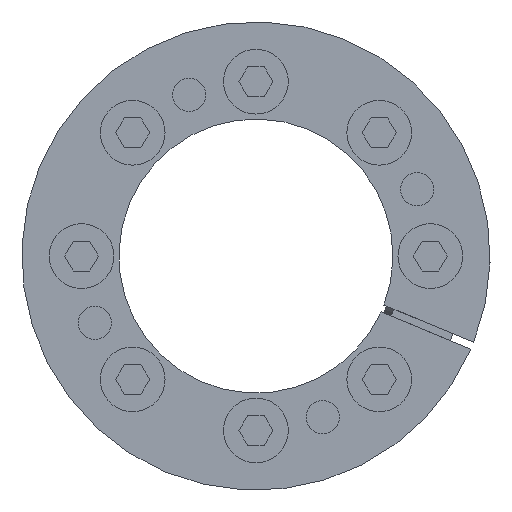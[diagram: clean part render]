
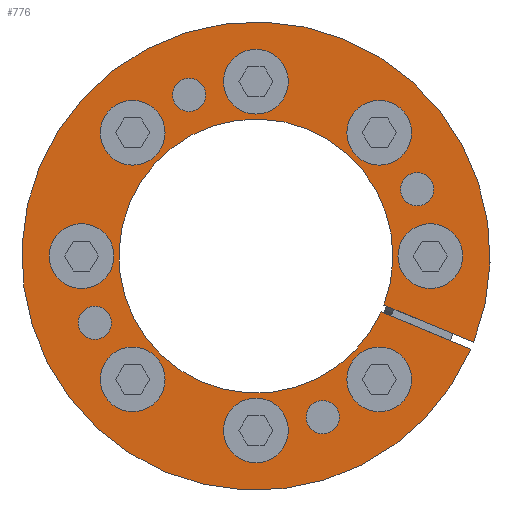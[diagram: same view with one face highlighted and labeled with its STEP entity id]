
A CAD part, left-side view. The second image highlights one B-rep face of the part: STEP entity #776.
In plain terms, the highlighted face is planar.
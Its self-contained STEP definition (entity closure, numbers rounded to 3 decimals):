
#166=CARTESIAN_POINT('',(0.,-13.394,32.336));
#167=DIRECTION('',(-1.,0.,0.));
#168=DIRECTION('',(0.,-1.,0.));
#169=AXIS2_PLACEMENT_3D('',#166,#167,#168);
#171=CARTESIAN_POINT('',(0.,-13.394,32.336));
#172=DIRECTION('',(-1.,0.,0.));
#173=DIRECTION('',(0.,1.,0.));
#174=AXIS2_PLACEMENT_3D('',#171,#172,#173);
#176=CARTESIAN_POINT('',(0.,32.336,13.394));
#177=DIRECTION('',(-1.,0.,0.));
#178=DIRECTION('',(0.,-1.,0.));
#179=AXIS2_PLACEMENT_3D('',#176,#177,#178);
#181=CARTESIAN_POINT('',(0.,32.336,13.394));
#182=DIRECTION('',(-1.,0.,0.));
#183=DIRECTION('',(0.,1.,0.));
#184=AXIS2_PLACEMENT_3D('',#181,#182,#183);
#186=CARTESIAN_POINT('',(0.,13.394,-32.336));
#187=DIRECTION('',(-1.,0.,0.));
#188=DIRECTION('',(0.,-1.,0.));
#189=AXIS2_PLACEMENT_3D('',#186,#187,#188);
#191=CARTESIAN_POINT('',(0.,13.394,-32.336));
#192=DIRECTION('',(-1.,0.,0.));
#193=DIRECTION('',(0.,1.,0.));
#194=AXIS2_PLACEMENT_3D('',#191,#192,#193);
#196=CARTESIAN_POINT('',(0.,-24.749,-24.749));
#197=DIRECTION('',(-1.,0.,0.));
#198=DIRECTION('',(0.,-1.,0.));
#199=AXIS2_PLACEMENT_3D('',#196,#197,#198);
#201=CARTESIAN_POINT('',(0.,-24.749,-24.749));
#202=DIRECTION('',(-1.,0.,0.));
#203=DIRECTION('',(0.,1.,0.));
#204=AXIS2_PLACEMENT_3D('',#201,#202,#203);
#206=CARTESIAN_POINT('',(0.,0.,-35.));
#207=DIRECTION('',(-1.,0.,0.));
#208=DIRECTION('',(0.,-1.,0.));
#209=AXIS2_PLACEMENT_3D('',#206,#207,#208);
#211=CARTESIAN_POINT('',(0.,0.,-35.));
#212=DIRECTION('',(-1.,0.,0.));
#213=DIRECTION('',(0.,1.,0.));
#214=AXIS2_PLACEMENT_3D('',#211,#212,#213);
#216=CARTESIAN_POINT('',(0.,24.749,-24.749));
#217=DIRECTION('',(-1.,0.,0.));
#218=DIRECTION('',(0.,-1.,0.));
#219=AXIS2_PLACEMENT_3D('',#216,#217,#218);
#221=CARTESIAN_POINT('',(0.,24.749,-24.749));
#222=DIRECTION('',(-1.,0.,0.));
#223=DIRECTION('',(0.,1.,0.));
#224=AXIS2_PLACEMENT_3D('',#221,#222,#223);
#226=CARTESIAN_POINT('',(0.,35.,0.));
#227=DIRECTION('',(-1.,0.,0.));
#228=DIRECTION('',(0.,-1.,0.));
#229=AXIS2_PLACEMENT_3D('',#226,#227,#228);
#231=CARTESIAN_POINT('',(0.,35.,0.));
#232=DIRECTION('',(-1.,0.,0.));
#233=DIRECTION('',(0.,1.,0.));
#234=AXIS2_PLACEMENT_3D('',#231,#232,#233);
#236=CARTESIAN_POINT('',(0.,24.749,24.749));
#237=DIRECTION('',(-1.,0.,0.));
#238=DIRECTION('',(0.,-1.,0.));
#239=AXIS2_PLACEMENT_3D('',#236,#237,#238);
#241=CARTESIAN_POINT('',(0.,24.749,24.749));
#242=DIRECTION('',(-1.,0.,0.));
#243=DIRECTION('',(0.,1.,0.));
#244=AXIS2_PLACEMENT_3D('',#241,#242,#243);
#246=CARTESIAN_POINT('',(0.,0.,35.));
#247=DIRECTION('',(-1.,0.,0.));
#248=DIRECTION('',(0.,-1.,0.));
#249=AXIS2_PLACEMENT_3D('',#246,#247,#248);
#251=CARTESIAN_POINT('',(0.,0.,35.));
#252=DIRECTION('',(-1.,0.,0.));
#253=DIRECTION('',(0.,1.,0.));
#254=AXIS2_PLACEMENT_3D('',#251,#252,#253);
#256=CARTESIAN_POINT('',(0.,-24.749,24.749));
#257=DIRECTION('',(-1.,0.,0.));
#258=DIRECTION('',(0.,-1.,0.));
#259=AXIS2_PLACEMENT_3D('',#256,#257,#258);
#261=CARTESIAN_POINT('',(0.,-24.749,24.749));
#262=DIRECTION('',(-1.,0.,0.));
#263=DIRECTION('',(0.,1.,0.));
#264=AXIS2_PLACEMENT_3D('',#261,#262,#263);
#266=CARTESIAN_POINT('',(0.,-35.,0.));
#267=DIRECTION('',(-1.,0.,0.));
#268=DIRECTION('',(0.,-1.,0.));
#269=AXIS2_PLACEMENT_3D('',#266,#267,#268);
#271=CARTESIAN_POINT('',(0.,-35.,0.));
#272=DIRECTION('',(-1.,0.,0.));
#273=DIRECTION('',(0.,1.,0.));
#274=AXIS2_PLACEMENT_3D('',#271,#272,#273);
#276=CARTESIAN_POINT('',(0.,-32.336,-13.394));
#277=DIRECTION('',(-1.,0.,0.));
#278=DIRECTION('',(0.,-1.,0.));
#279=AXIS2_PLACEMENT_3D('',#276,#277,#278);
#281=CARTESIAN_POINT('',(0.,-32.336,-13.394));
#282=DIRECTION('',(-1.,0.,0.));
#283=DIRECTION('',(0.,1.,0.));
#284=AXIS2_PLACEMENT_3D('',#281,#282,#283);
#286=DIRECTION('',(0.,-0.924,0.383));
#287=VECTOR('',#286,19.504);
#288=CARTESIAN_POINT('',(0.,43.704,-17.291));
#289=LINE('',#288,#287);
#290=DIRECTION('',(0.,0.924,-0.383));
#291=VECTOR('',#290,19.504);
#292=CARTESIAN_POINT('',(0.,25.11,-11.213));
#293=LINE('',#292,#291);
#420=CARTESIAN_POINT('',(0.,0.,0.));
#421=DIRECTION('',(1.,0.,0.));
#422=DIRECTION('',(0.,0.93,-0.368));
#423=AXIS2_PLACEMENT_3D('',#420,#421,#422);
#435=CARTESIAN_POINT('',(0.,0.,0.));
#436=DIRECTION('',(-1.,0.,0.));
#437=DIRECTION('',(0.,0.913,-0.408));
#438=AXIS2_PLACEMENT_3D('',#435,#436,#437);
#444=CARTESIAN_POINT('',(0.,-39.25,0.));
#445=CARTESIAN_POINT('',(0.,-30.75,0.));
#446=VERTEX_POINT('',#444);
#447=VERTEX_POINT('',#445);
#452=CARTESIAN_POINT('',(0.,-28.999,24.749));
#453=CARTESIAN_POINT('',(0.,-20.499,24.749));
#454=VERTEX_POINT('',#452);
#455=VERTEX_POINT('',#453);
#460=CARTESIAN_POINT('',(0.,-4.25,35.));
#461=CARTESIAN_POINT('',(0.,4.25,35.));
#462=VERTEX_POINT('',#460);
#463=VERTEX_POINT('',#461);
#468=CARTESIAN_POINT('',(0.,20.499,24.749));
#469=CARTESIAN_POINT('',(0.,28.999,24.749));
#470=VERTEX_POINT('',#468);
#471=VERTEX_POINT('',#469);
#476=CARTESIAN_POINT('',(0.,-35.669,-13.394));
#477=CARTESIAN_POINT('',(0.,-29.002,-13.394));
#478=VERTEX_POINT('',#476);
#479=VERTEX_POINT('',#477);
#484=CARTESIAN_POINT('',(0.,10.061,-32.336));
#485=CARTESIAN_POINT('',(0.,16.727,-32.336));
#486=VERTEX_POINT('',#484);
#487=VERTEX_POINT('',#485);
#496=CARTESIAN_POINT('',(0.,43.704,-17.291));
#497=CARTESIAN_POINT('',(0.,25.684,-9.827));
#498=VERTEX_POINT('',#496);
#499=VERTEX_POINT('',#497);
#500=CARTESIAN_POINT('',(0.,25.11,-11.213));
#501=CARTESIAN_POINT('',(0.,43.13,-18.677));
#502=VERTEX_POINT('',#500);
#503=VERTEX_POINT('',#501);
#516=CARTESIAN_POINT('',(0.,30.75,0.));
#517=CARTESIAN_POINT('',(0.,39.25,0.));
#518=VERTEX_POINT('',#516);
#519=VERTEX_POINT('',#517);
#524=CARTESIAN_POINT('',(0.,20.499,-24.749));
#525=CARTESIAN_POINT('',(0.,28.999,-24.749));
#526=VERTEX_POINT('',#524);
#527=VERTEX_POINT('',#525);
#532=CARTESIAN_POINT('',(0.,-4.25,-35.));
#533=CARTESIAN_POINT('',(0.,4.25,-35.));
#534=VERTEX_POINT('',#532);
#535=VERTEX_POINT('',#533);
#540=CARTESIAN_POINT('',(0.,-28.999,-24.749));
#541=CARTESIAN_POINT('',(0.,-20.499,-24.749));
#542=VERTEX_POINT('',#540);
#543=VERTEX_POINT('',#541);
#548=CARTESIAN_POINT('',(0.,29.002,13.394));
#549=CARTESIAN_POINT('',(0.,35.669,13.394));
#550=VERTEX_POINT('',#548);
#551=VERTEX_POINT('',#549);
#556=CARTESIAN_POINT('',(0.,-16.727,32.336));
#557=CARTESIAN_POINT('',(0.,-10.061,32.336));
#558=VERTEX_POINT('',#556);
#559=VERTEX_POINT('',#557);
#691=CARTESIAN_POINT('',(0.,0.,0.));
#692=DIRECTION('',(-1.,0.,0.));
#693=DIRECTION('',(0.,1.,0.));
#694=AXIS2_PLACEMENT_3D('',#691,#692,#693);
#695=PLANE('',#694);
#697=ORIENTED_EDGE('',*,*,#696,.T.);
#699=ORIENTED_EDGE('',*,*,#698,.F.);
#701=ORIENTED_EDGE('',*,*,#700,.T.);
#703=ORIENTED_EDGE('',*,*,#702,.F.);
#704=EDGE_LOOP('',(#697,#699,#701,#703));
#705=FACE_OUTER_BOUND('',#704,.F.);
#706=ORIENTED_EDGE('',*,*,#671,.F.);
#707=ORIENTED_EDGE('',*,*,#685,.F.);
#708=EDGE_LOOP('',(#706,#707));
#709=FACE_BOUND('',#708,.F.);
#711=ORIENTED_EDGE('',*,*,#710,.F.);
#713=ORIENTED_EDGE('',*,*,#712,.F.);
#714=EDGE_LOOP('',(#711,#713));
#715=FACE_BOUND('',#714,.F.);
#717=ORIENTED_EDGE('',*,*,#716,.F.);
#719=ORIENTED_EDGE('',*,*,#718,.F.);
#720=EDGE_LOOP('',(#717,#719));
#721=FACE_BOUND('',#720,.F.);
#723=ORIENTED_EDGE('',*,*,#722,.F.);
#725=ORIENTED_EDGE('',*,*,#724,.F.);
#726=EDGE_LOOP('',(#723,#725));
#727=FACE_BOUND('',#726,.F.);
#729=ORIENTED_EDGE('',*,*,#728,.F.);
#731=ORIENTED_EDGE('',*,*,#730,.F.);
#732=EDGE_LOOP('',(#729,#731));
#733=FACE_BOUND('',#732,.F.);
#735=ORIENTED_EDGE('',*,*,#734,.F.);
#737=ORIENTED_EDGE('',*,*,#736,.F.);
#738=EDGE_LOOP('',(#735,#737));
#739=FACE_BOUND('',#738,.F.);
#741=ORIENTED_EDGE('',*,*,#740,.F.);
#743=ORIENTED_EDGE('',*,*,#742,.F.);
#744=EDGE_LOOP('',(#741,#743));
#745=FACE_BOUND('',#744,.F.);
#747=ORIENTED_EDGE('',*,*,#746,.F.);
#749=ORIENTED_EDGE('',*,*,#748,.F.);
#750=EDGE_LOOP('',(#747,#749));
#751=FACE_BOUND('',#750,.F.);
#753=ORIENTED_EDGE('',*,*,#752,.F.);
#755=ORIENTED_EDGE('',*,*,#754,.F.);
#756=EDGE_LOOP('',(#753,#755));
#757=FACE_BOUND('',#756,.F.);
#759=ORIENTED_EDGE('',*,*,#758,.F.);
#761=ORIENTED_EDGE('',*,*,#760,.F.);
#762=EDGE_LOOP('',(#759,#761));
#763=FACE_BOUND('',#762,.F.);
#765=ORIENTED_EDGE('',*,*,#764,.F.);
#767=ORIENTED_EDGE('',*,*,#766,.F.);
#768=EDGE_LOOP('',(#765,#767));
#769=FACE_BOUND('',#768,.F.);
#771=ORIENTED_EDGE('',*,*,#770,.F.);
#773=ORIENTED_EDGE('',*,*,#772,.F.);
#774=EDGE_LOOP('',(#771,#773));
#775=FACE_BOUND('',#774,.F.);
#776=ADVANCED_FACE('',(#705,#709,#715,#721,#727,#733,#739,#745,#751,#757,#763,
#769,#775),#695,.F.);
#170=CIRCLE('',#169,3.333);
#175=CIRCLE('',#174,3.333);
#180=CIRCLE('',#179,3.333);
#185=CIRCLE('',#184,3.333);
#190=CIRCLE('',#189,3.333);
#195=CIRCLE('',#194,3.333);
#200=CIRCLE('',#199,4.25);
#205=CIRCLE('',#204,4.25);
#210=CIRCLE('',#209,4.25);
#215=CIRCLE('',#214,4.25);
#220=CIRCLE('',#219,4.25);
#225=CIRCLE('',#224,4.25);
#230=CIRCLE('',#229,4.25);
#235=CIRCLE('',#234,4.25);
#240=CIRCLE('',#239,4.25);
#245=CIRCLE('',#244,4.25);
#250=CIRCLE('',#249,4.25);
#255=CIRCLE('',#254,4.25);
#260=CIRCLE('',#259,4.25);
#265=CIRCLE('',#264,4.25);
#270=CIRCLE('',#269,4.25);
#275=CIRCLE('',#274,4.25);
#280=CIRCLE('',#279,3.333);
#285=CIRCLE('',#284,3.333);
#424=CIRCLE('',#423,47.);
#439=CIRCLE('',#438,27.5);
#671=EDGE_CURVE('',#558,#559,#170,.T.);
#685=EDGE_CURVE('',#559,#558,#175,.T.);
#696=EDGE_CURVE('',#498,#499,#289,.T.);
#698=EDGE_CURVE('',#502,#499,#439,.T.);
#700=EDGE_CURVE('',#502,#503,#293,.T.);
#702=EDGE_CURVE('',#498,#503,#424,.T.);
#710=EDGE_CURVE('',#550,#551,#180,.T.);
#712=EDGE_CURVE('',#551,#550,#185,.T.);
#716=EDGE_CURVE('',#486,#487,#190,.T.);
#718=EDGE_CURVE('',#487,#486,#195,.T.);
#722=EDGE_CURVE('',#542,#543,#200,.T.);
#724=EDGE_CURVE('',#543,#542,#205,.T.);
#728=EDGE_CURVE('',#534,#535,#210,.T.);
#730=EDGE_CURVE('',#535,#534,#215,.T.);
#734=EDGE_CURVE('',#526,#527,#220,.T.);
#736=EDGE_CURVE('',#527,#526,#225,.T.);
#740=EDGE_CURVE('',#518,#519,#230,.T.);
#742=EDGE_CURVE('',#519,#518,#235,.T.);
#746=EDGE_CURVE('',#470,#471,#240,.T.);
#748=EDGE_CURVE('',#471,#470,#245,.T.);
#752=EDGE_CURVE('',#462,#463,#250,.T.);
#754=EDGE_CURVE('',#463,#462,#255,.T.);
#758=EDGE_CURVE('',#454,#455,#260,.T.);
#760=EDGE_CURVE('',#455,#454,#265,.T.);
#764=EDGE_CURVE('',#446,#447,#270,.T.);
#766=EDGE_CURVE('',#447,#446,#275,.T.);
#770=EDGE_CURVE('',#478,#479,#280,.T.);
#772=EDGE_CURVE('',#479,#478,#285,.T.);
